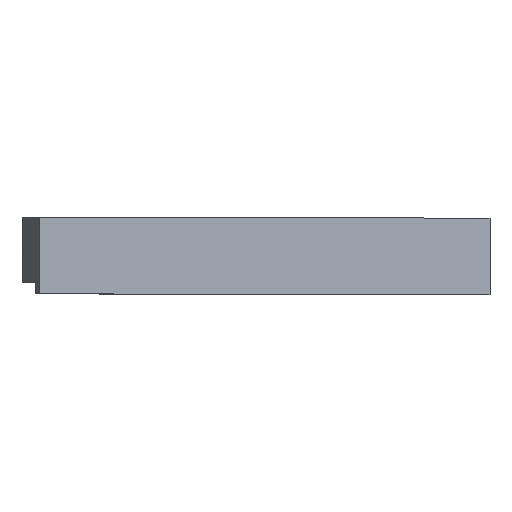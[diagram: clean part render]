
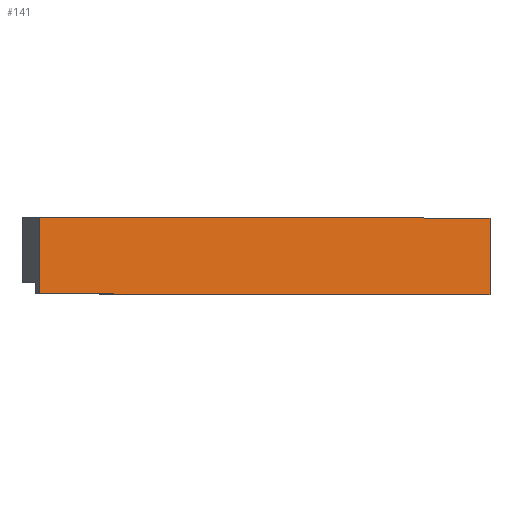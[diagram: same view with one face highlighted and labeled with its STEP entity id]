
A CAD part, top view. The second image highlights one B-rep face of the part: STEP entity #141.
In plain terms, the highlighted planar face has unit normal (0.643, 0, 0.766).
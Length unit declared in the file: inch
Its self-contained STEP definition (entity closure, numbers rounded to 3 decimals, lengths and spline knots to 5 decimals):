
#15=FACE_OUTER_BOUND('',#23,.T.);
#23=EDGE_LOOP('',(#97,#98,#99,#100));
#31=LINE('',#211,#49);
#32=LINE('',#213,#50);
#33=LINE('',#215,#51);
#34=LINE('',#216,#52);
#49=VECTOR('',#175,0.3937);
#50=VECTOR('',#176,0.3937);
#51=VECTOR('',#177,0.3937);
#52=VECTOR('',#178,0.3937);
#67=VERTEX_POINT('',#209);
#68=VERTEX_POINT('',#210);
#69=VERTEX_POINT('',#212);
#70=VERTEX_POINT('',#214);
#79=EDGE_CURVE('',#67,#68,#31,.T.);
#80=EDGE_CURVE('',#69,#68,#32,.T.);
#81=EDGE_CURVE('',#69,#70,#33,.T.);
#82=EDGE_CURVE('',#70,#67,#34,.T.);
#97=ORIENTED_EDGE('',*,*,#79,.T.);
#98=ORIENTED_EDGE('',*,*,#80,.F.);
#99=ORIENTED_EDGE('',*,*,#81,.T.);
#100=ORIENTED_EDGE('',*,*,#82,.T.);
#133=PLANE('',#163);
#141=ADVANCED_FACE('',(#15),#133,.T.);
#163=AXIS2_PLACEMENT_3D('',#208,#173,#174);
#173=DIRECTION('center_axis',(0.643,0.,0.766));
#174=DIRECTION('ref_axis',(0.,1.,0.));
#175=DIRECTION('',(0.,-1.,0.));
#176=DIRECTION('',(-0.766,0.,0.643));
#177=DIRECTION('',(0.,1.,0.));
#178=DIRECTION('',(-0.766,0.,0.643));
#208=CARTESIAN_POINT('Origin',(197.98897,80.,-32.36135));
#209=CARTESIAN_POINT('',(160.76682,85.75,-1.12826));
#210=CARTESIAN_POINT('',(160.76682,80.,-1.12826));
#211=CARTESIAN_POINT('',(160.76682,37.875,-1.12826));
#212=CARTESIAN_POINT('',(194.64429,80.,-29.55483));
#213=CARTESIAN_POINT('',(197.98897,80.,-32.36135));
#214=CARTESIAN_POINT('',(194.64429,85.75,-29.55483));
#215=CARTESIAN_POINT('',(194.64429,60.375,-29.55483));
#216=CARTESIAN_POINT('',(197.98897,85.75,-32.36135));
